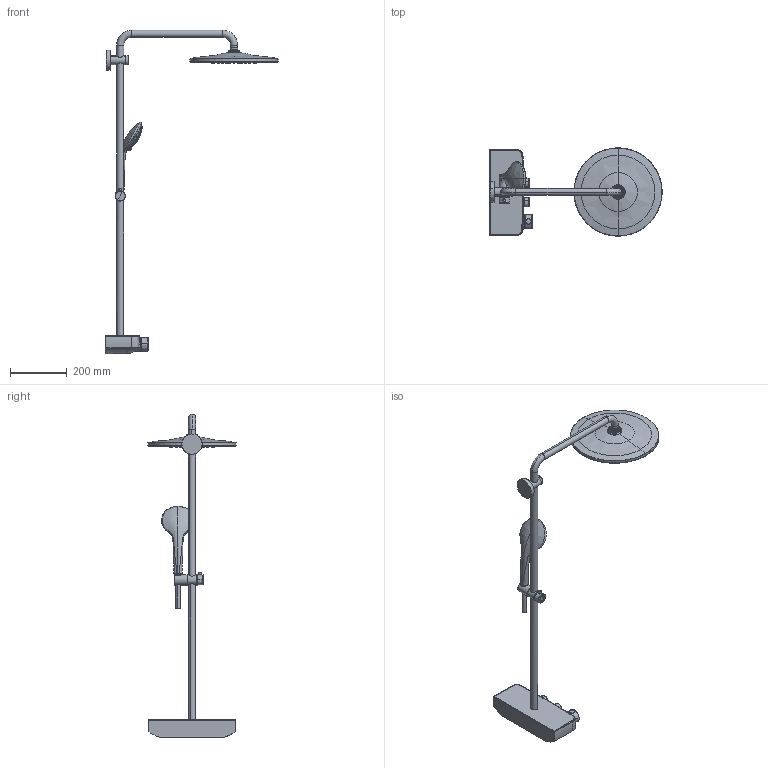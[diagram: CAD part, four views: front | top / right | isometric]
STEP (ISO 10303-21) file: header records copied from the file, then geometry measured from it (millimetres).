
FILE_DESCRIPTION(/* description */ ('AP214 STEP file'),/* implementation_level */ '2;1');
FILE_NAME(/* name */ '26996001_out.stp',/* time_stamp */ '2025-01-21T05:34:44+01:00',/* author */ (''),/* organization */ (''),/* preprocessor_version */ 'ST-DEVELOPER v18.1',/* originating_system */ 'Elysium Co. Ltd. STEP Translator v8.3.0.0',/* authorisation */ '');
FILE_SCHEMA (('AUTOMOTIVE_DESIGN { 1 0 10303 214 3 1 1 }'));
Products named in the file (1): 26996001_extract
Bounding box: 605.34 x 309.91 x 1137.26 mm (x, y, z)
Volume: 4701976.2 mm3; surface area: 651651 mm2
Topology: 3 solids, 3 shells, 4098 faces, 10933 edges, 7141 vertices
Faces by surface type: bspline 1613, cylinder 1217, plane 575, cone 314, torus 233, sphere 80, extrusion 66
Entity records: 254966 total; most frequent: CARTESIAN_POINT 142207, ORIENTED_EDGE 21834, EDGE_CURVE 10917, STYLED_ITEM 8196, B_SPLINE_CURVE_WITH_KNOTS 7754, VERTEX_POINT 7141, EDGE_LOOP 4704, AXIS2_PLACEMENT_3D 4461
